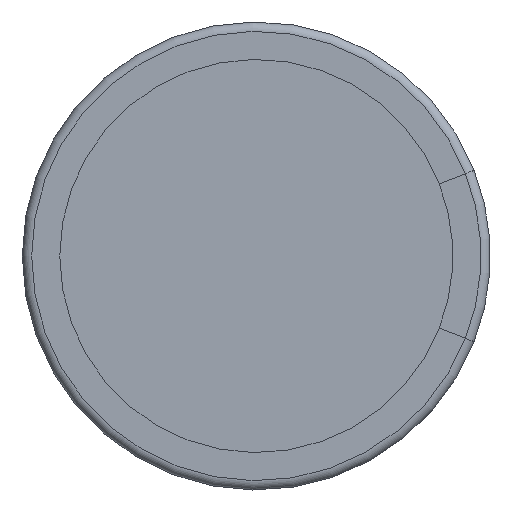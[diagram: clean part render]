
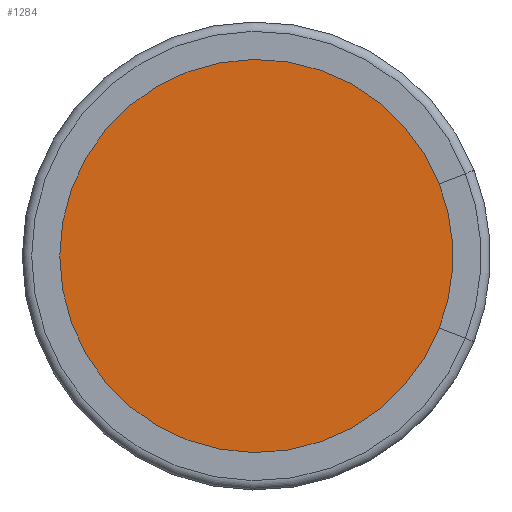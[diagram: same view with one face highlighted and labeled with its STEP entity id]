
A CAD part, front view. The second image highlights one B-rep face of the part: STEP entity #1284.
In plain terms, the highlighted planar face has unit normal (0, -1, 0).
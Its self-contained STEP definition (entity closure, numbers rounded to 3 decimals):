
#24=PLANE('',#1442);
#241=FACE_OUTER_BOUND('',#320,.T.);
#320=EDGE_LOOP('',(#954));
#428=CIRCLE('',#1441,2.4);
#540=VERTEX_POINT('',#2190);
#694=EDGE_CURVE('',#540,#540,#428,.T.);
#954=ORIENTED_EDGE('',*,*,#694,.T.);
#1284=ADVANCED_FACE('',(#241),#24,.T.);
#1441=AXIS2_PLACEMENT_3D('',#2191,#1767,#1768);
#1442=AXIS2_PLACEMENT_3D('',#2193,#1770,#1771);
#1767=DIRECTION('center_axis',(0.,-1.,0.));
#1768=DIRECTION('ref_axis',(0.,0.,-1.));
#1770=DIRECTION('center_axis',(0.,-1.,0.));
#1771=DIRECTION('ref_axis',(0.,0.,-1.));
#2190=CARTESIAN_POINT('',(0.,0.1,2.4));
#2191=CARTESIAN_POINT('Origin',(0.,0.1,0.));
#2193=CARTESIAN_POINT('Origin',(0.,0.1,0.));
